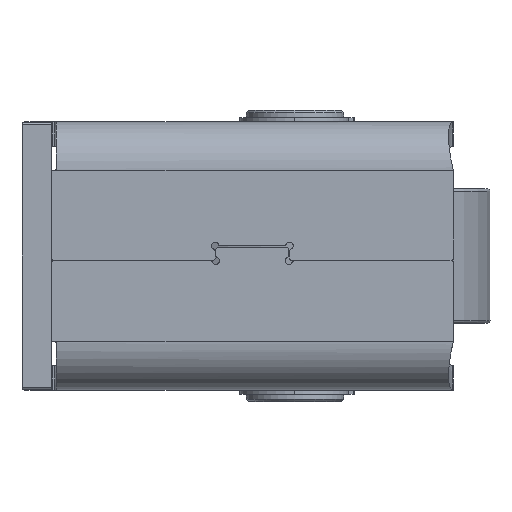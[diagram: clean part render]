
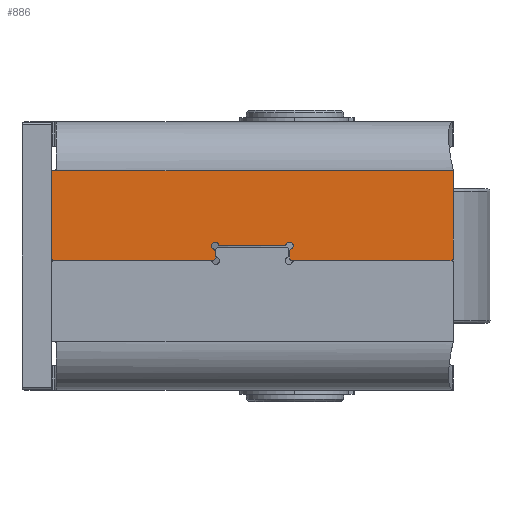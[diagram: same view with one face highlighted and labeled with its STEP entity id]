
A CAD part, left-side view. The second image highlights one B-rep face of the part: STEP entity #886.
In plain terms, the highlighted planar face has unit normal (-1, 0, 0).
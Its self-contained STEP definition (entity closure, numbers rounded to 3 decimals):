
#886=ADVANCED_FACE('',(#2037),#2038,.T.);
#2037=FACE_OUTER_BOUND('',#3685,.T.);
#2038=PLANE('',#3686);
#3685=EDGE_LOOP('',(#6903,#6904,#6905,#6906,#6907,#6908,#6909,#6910,#6911,#6912,#6913,#6914,#6915,#6916,#6917,#6918,#6919,#6920,#6921,#6922,#6923,#6924,#6925));
#3686=AXIS2_PLACEMENT_3D('',#6926,#6927,#6928);
#6903=ORIENTED_EDGE('',*,*,#10115,.T.);
#6904=ORIENTED_EDGE('',*,*,#10116,.T.);
#6905=ORIENTED_EDGE('',*,*,#10117,.T.);
#6906=ORIENTED_EDGE('',*,*,#10118,.T.);
#6907=ORIENTED_EDGE('',*,*,#10119,.F.);
#6908=ORIENTED_EDGE('',*,*,#9319,.T.);
#6909=ORIENTED_EDGE('',*,*,#10120,.T.);
#6910=ORIENTED_EDGE('',*,*,#10121,.F.);
#6911=ORIENTED_EDGE('',*,*,#10122,.F.);
#6912=ORIENTED_EDGE('',*,*,#10123,.F.);
#6913=ORIENTED_EDGE('',*,*,#9314,.T.);
#6914=ORIENTED_EDGE('',*,*,#10124,.T.);
#6915=ORIENTED_EDGE('',*,*,#10125,.F.);
#6916=ORIENTED_EDGE('',*,*,#10126,.F.);
#6917=ORIENTED_EDGE('',*,*,#10127,.T.);
#6918=ORIENTED_EDGE('',*,*,#10128,.T.);
#6919=ORIENTED_EDGE('',*,*,#10129,.T.);
#6920=ORIENTED_EDGE('',*,*,#10130,.T.);
#6921=ORIENTED_EDGE('',*,*,#10131,.F.);
#6922=ORIENTED_EDGE('',*,*,#10113,.T.);
#6923=ORIENTED_EDGE('',*,*,#10132,.F.);
#6924=ORIENTED_EDGE('',*,*,#10133,.T.);
#6925=ORIENTED_EDGE('',*,*,#9516,.F.);
#6926=CARTESIAN_POINT('',(-108.0,0.0,-1.85));
#6927=DIRECTION('',(-1.0,0.0,0.0));
#6928=DIRECTION('',(0.0,0.0,1.0));
#9314=EDGE_CURVE('',#11144,#11141,#11145,.T.);
#9319=EDGE_CURVE('',#11153,#11150,#11154,.T.);
#9516=EDGE_CURVE('',#11516,#11512,#11518,.T.);
#10113=EDGE_CURVE('',#12359,#12366,#12368,.T.);
#10115=EDGE_CURVE('',#11516,#12370,#12371,.T.);
#10116=EDGE_CURVE('',#12370,#12372,#12373,.T.);
#10117=EDGE_CURVE('',#12372,#12374,#12375,.T.);
#10118=EDGE_CURVE('',#12374,#12376,#12377,.T.);
#10119=EDGE_CURVE('',#11153,#12376,#12378,.T.);
#10120=EDGE_CURVE('',#11150,#12379,#12380,.T.);
#10121=EDGE_CURVE('',#12381,#12379,#12382,.T.);
#10122=EDGE_CURVE('',#12383,#12381,#12384,.T.);
#10123=EDGE_CURVE('',#11144,#12383,#12385,.T.);
#10124=EDGE_CURVE('',#11141,#12386,#12387,.T.);
#10125=EDGE_CURVE('',#12388,#12386,#12389,.T.);
#10126=EDGE_CURVE('',#12390,#12388,#12391,.T.);
#10127=EDGE_CURVE('',#12390,#12392,#12393,.T.);
#10128=EDGE_CURVE('',#12392,#12394,#12395,.T.);
#10129=EDGE_CURVE('',#12394,#12396,#12397,.T.);
#10130=EDGE_CURVE('',#12396,#12398,#12399,.T.);
#10131=EDGE_CURVE('',#12359,#12398,#12400,.T.);
#10132=EDGE_CURVE('',#12401,#12366,#12402,.T.);
#10133=EDGE_CURVE('',#12401,#11512,#12403,.T.);
#11141=VERTEX_POINT('',#13737);
#11144=VERTEX_POINT('',#13741);
#11145=CIRCLE('',#13742,1.5);
#11150=VERTEX_POINT('',#13748);
#11153=VERTEX_POINT('',#13752);
#11154=CIRCLE('',#13753,1.5);
#11512=VERTEX_POINT('',#14202);
#11516=VERTEX_POINT('',#14208);
#11518=LINE('',#14211,#14212);
#12359=VERTEX_POINT('',#15449);
#12366=VERTEX_POINT('',#15479);
#12368=LINE('',#15491,#15492);
#12370=VERTEX_POINT('',#15494);
#12371=CIRCLE('',#15495,1.0);
#12372=VERTEX_POINT('',#15496);
#12373=LINE('',#15497,#15498);
#12374=VERTEX_POINT('',#15499);
#12375=CIRCLE('',#15500,1.0);
#12376=VERTEX_POINT('',#15501);
#12377=LINE('',#15502,#15503);
#12378=CIRCLE('',#15504,1.0);
#12379=VERTEX_POINT('',#15505);
#12380=CIRCLE('',#15506,1.5);
#12381=VERTEX_POINT('',#15507);
#12382=CIRCLE('',#15508,1.0);
#12383=VERTEX_POINT('',#15509);
#12384=LINE('',#15510,#15511);
#12385=CIRCLE('',#15512,1.0);
#12386=VERTEX_POINT('',#15513);
#12387=CIRCLE('',#15514,1.5);
#12388=VERTEX_POINT('',#15515);
#12389=CIRCLE('',#15516,1.0);
#12390=VERTEX_POINT('',#15517);
#12391=LINE('',#15518,#15519);
#12392=VERTEX_POINT('',#15520);
#12393=CIRCLE('',#15521,1.0);
#12394=VERTEX_POINT('',#15522);
#12395=LINE('',#15523,#15524);
#12396=VERTEX_POINT('',#15525);
#12397=CIRCLE('',#15526,1.0);
#12398=VERTEX_POINT('',#15527);
#12399=LINE('',#15528,#15529);
#12400=CIRCLE('',#15530,5.0);
#12401=VERTEX_POINT('',#15531);
#12402=LINE('',#15532,#15533);
#12403=CIRCLE('',#15534,0.5);
#13737=CARTESIAN_POINT('',(-108.0,-99.125,3.55));
#13741=CARTESIAN_POINT('',(-108.0,-96.375,4.75));
#13742=AXIS2_PLACEMENT_3D('',#17151,#17152,#17153);
#13748=CARTESIAN_POINT('',(-108.0,-67.85,5.525));
#13752=CARTESIAN_POINT('',(-108.0,-66.65,2.775));
#13753=AXIS2_PLACEMENT_3D('',#17159,#17160,#17161);
#14202=CARTESIAN_POINT('',(-108.0,0.0,34.55));
#14208=CARTESIAN_POINT('',(-108.0,0.0,-0.85));
#14211=CARTESIAN_POINT('',(-108.0,0.0,-0.85));
#14212=VECTOR('',#17502,35.4);
#15449=CARTESIAN_POINT('',(-108.0,-164.92,35.05));
#15479=CARTESIAN_POINT('',(-108.0,-1.5,35.05));
#15491=CARTESIAN_POINT('',(-108.0,-164.92,35.05));
#15492=VECTOR('',#18245,163.42);
#15494=CARTESIAN_POINT('',(-108.0,-1.0,-1.85));
#15495=AXIS2_PLACEMENT_3D('',#18246,#18247,#18248);
#15496=CARTESIAN_POINT('',(-108.0,-66.25,-1.85));
#15497=CARTESIAN_POINT('',(-108.0,-1.0,-1.85));
#15498=VECTOR('',#18249,65.25);
#15499=CARTESIAN_POINT('',(-108.0,-67.25,-0.85));
#15500=AXIS2_PLACEMENT_3D('',#18250,#18251,#18252);
#15501=CARTESIAN_POINT('',(-108.0,-67.25,1.859));
#15502=CARTESIAN_POINT('',(-108.0,-67.25,-0.85));
#15503=VECTOR('',#18253,2.709);
#15504=AXIS2_PLACEMENT_3D('',#18254,#18255,#18256);
#15505=CARTESIAN_POINT('',(-108.0,-68.625,4.75));
#15506=AXIS2_PLACEMENT_3D('',#18257,#18258,#18259);
#15507=CARTESIAN_POINT('',(-108.0,-69.541,4.15));
#15508=AXIS2_PLACEMENT_3D('',#18260,#18261,#18262);
#15509=CARTESIAN_POINT('',(-108.0,-95.459,4.15));
#15510=CARTESIAN_POINT('',(-108.0,-95.459,4.15));
#15511=VECTOR('',#18263,25.917);
#15512=AXIS2_PLACEMENT_3D('',#18264,#18265,#18266);
#15513=CARTESIAN_POINT('',(-108.0,-98.35,2.775));
#15514=AXIS2_PLACEMENT_3D('',#18267,#18268,#18269);
#15515=CARTESIAN_POINT('',(-108.0,-97.75,1.859));
#15516=AXIS2_PLACEMENT_3D('',#18270,#18271,#18272);
#15517=CARTESIAN_POINT('',(-108.0,-97.75,-0.85));
#15518=CARTESIAN_POINT('',(-108.0,-97.75,-0.85));
#15519=VECTOR('',#18273,2.709);
#15520=CARTESIAN_POINT('',(-108.0,-98.75,-1.85));
#15521=AXIS2_PLACEMENT_3D('',#18274,#18275,#18276);
#15522=CARTESIAN_POINT('',(-108.0,-164.0,-1.85));
#15523=CARTESIAN_POINT('',(-108.0,-98.75,-1.85));
#15524=VECTOR('',#18277,65.25);
#15525=CARTESIAN_POINT('',(-108.0,-165.0,-0.85));
#15526=AXIS2_PLACEMENT_3D('',#18278,#18279,#18280);
#15527=CARTESIAN_POINT('',(-108.0,-165.0,34.161));
#15528=CARTESIAN_POINT('',(-108.0,-165.0,-0.85));
#15529=VECTOR('',#18281,35.011);
#15530=AXIS2_PLACEMENT_3D('',#18282,#18283,#18284);
#15531=CARTESIAN_POINT('',(-108.0,-0.5,35.05));
#15532=CARTESIAN_POINT('',(-108.0,-0.5,35.05));
#15533=VECTOR('',#18285,1.);
#15534=AXIS2_PLACEMENT_3D('',#18286,#18287,#18288);
#17151=CARTESIAN_POINT('',(-108.0,-97.75,4.15));
#17152=DIRECTION('',(1.0,0.0,-0.0));
#17153=DIRECTION('',(0.0,0.917,0.4));
#17159=CARTESIAN_POINT('',(-108.0,-67.25,4.15));
#17160=DIRECTION('',(1.0,0.0,0.0));
#17161=DIRECTION('',(0.0,0.4,-0.917));
#17502=DIRECTION('',(0.0,0.0,1.0));
#18245=DIRECTION('',(0.0,1.0,0.0));
#18246=CARTESIAN_POINT('',(-108.0,-1.0,-0.85));
#18247=DIRECTION('',(-1.0,0.0,0.0));
#18248=DIRECTION('',(0.0,1.0,0.0));
#18249=DIRECTION('',(0.0,-1.0,0.0));
#18250=CARTESIAN_POINT('',(-108.0,-66.25,-0.85));
#18251=DIRECTION('',(-1.0,-0.0,0.0));
#18252=DIRECTION('',(0.0,0.,-1.0));
#18253=DIRECTION('',(0.0,0.0,1.0));
#18254=CARTESIAN_POINT('',(-108.0,-66.25,1.859));
#18255=DIRECTION('',(1.0,0.0,0.0));
#18256=DIRECTION('',(0.0,-0.4,0.917));
#18257=CARTESIAN_POINT('',(-108.0,-67.25,4.15));
#18258=DIRECTION('',(1.0,0.0,0.0));
#18259=DIRECTION('',(0.0,0.4,-0.917));
#18260=CARTESIAN_POINT('',(-108.0,-69.541,5.15));
#18261=DIRECTION('',(1.0,0.0,0.0));
#18262=DIRECTION('',(0.0,0.0,-1.0));
#18263=DIRECTION('',(0.0,1.0,0.0));
#18264=CARTESIAN_POINT('',(-108.0,-95.459,5.15));
#18265=DIRECTION('',(1.0,0.0,0.0));
#18266=DIRECTION('',(0.0,-0.917,-0.4));
#18267=CARTESIAN_POINT('',(-108.0,-97.75,4.15));
#18268=DIRECTION('',(1.0,0.0,-0.0));
#18269=DIRECTION('',(0.0,0.917,0.4));
#18270=CARTESIAN_POINT('',(-108.0,-98.75,1.859));
#18271=DIRECTION('',(1.0,0.0,0.0));
#18272=DIRECTION('',(0.0,1.0,0.));
#18273=DIRECTION('',(0.0,0.0,1.0));
#18274=CARTESIAN_POINT('',(-108.0,-98.75,-0.85));
#18275=DIRECTION('',(-1.0,0.0,0.0));
#18276=DIRECTION('',(0.0,1.0,0.0));
#18277=DIRECTION('',(0.0,-1.0,0.0));
#18278=CARTESIAN_POINT('',(-108.0,-164.0,-0.85));
#18279=DIRECTION('',(-1.0,0.0,0.0));
#18280=DIRECTION('',(0.0,0.0,-1.0));
#18281=DIRECTION('',(0.0,0.0,1.0));
#18282=CARTESIAN_POINT('',(-108.0,-160.0,34.161));
#18283=DIRECTION('',(1.0,0.0,0.0));
#18284=DIRECTION('',(0.0,-0.984,0.178));
#18285=DIRECTION('',(0.0,-1.0,0.));
#18286=CARTESIAN_POINT('',(-108.0,-0.5,34.55));
#18287=DIRECTION('',(-1.0,0.0,0.0));
#18288=DIRECTION('',(0.0,0.0,1.0));
